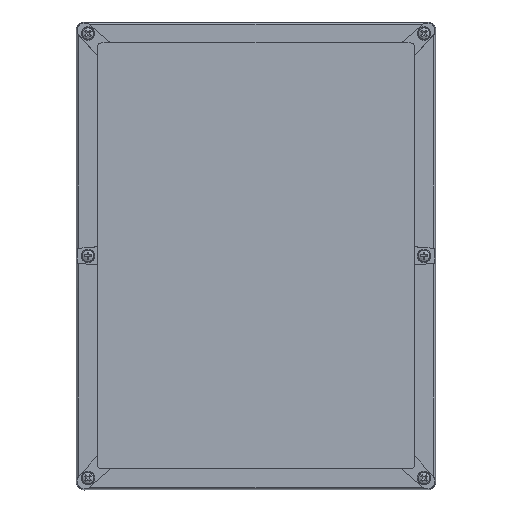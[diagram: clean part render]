
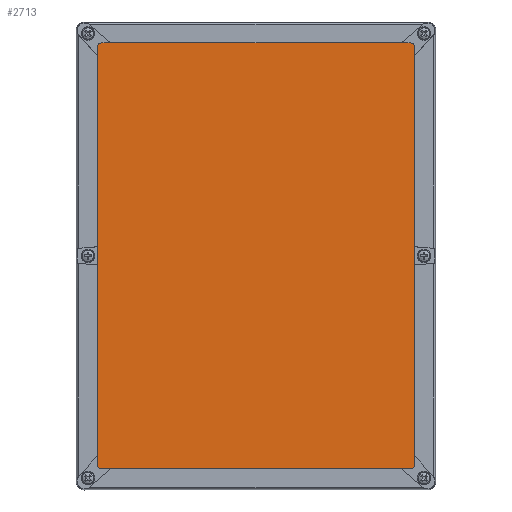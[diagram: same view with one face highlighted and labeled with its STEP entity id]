
A CAD part, top view. The second image highlights one B-rep face of the part: STEP entity #2713.
In plain terms, the highlighted planar face has unit normal (0, 0, 1).
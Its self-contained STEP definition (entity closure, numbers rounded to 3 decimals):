
#2713 = ADVANCED_FACE( '', ( #5612 ), #5613, .T. );
#5612 = FACE_OUTER_BOUND( '', #8570, .T. );
#5613 = PLANE( '', #8571 );
#8570 = EDGE_LOOP( '', ( #16332, #16333, #16334, #16335, #16336, #16337, #16338, #16339 ) );
#8571 = AXIS2_PLACEMENT_3D( '', #16340, #16341, #16342 );
#16332 = ORIENTED_EDGE( '', *, *, #18747, .T. );
#16333 = ORIENTED_EDGE( '', *, *, #20035, .T. );
#16334 = ORIENTED_EDGE( '', *, *, #17238, .T. );
#16335 = ORIENTED_EDGE( '', *, *, #19994, .T. );
#16336 = ORIENTED_EDGE( '', *, *, #17444, .T. );
#16337 = ORIENTED_EDGE( '', *, *, #19681, .T. );
#16338 = ORIENTED_EDGE( '', *, *, #17247, .T. );
#16339 = ORIENTED_EDGE( '', *, *, #19915, .T. );
#16340 = CARTESIAN_POINT( '', ( -99.5, -134.5, 28.7 ) );
#16341 = DIRECTION( '', ( 0., 0., 1. ) );
#16342 = DIRECTION( '', ( 1., 0., 0. ) );
#17238 = EDGE_CURVE( '', #20622, #20620, #20623, .T. );
#17247 = EDGE_CURVE( '', #20639, #20637, #20640, .T. );
#17444 = EDGE_CURVE( '', #20988, #20986, #20989, .T. );
#18747 = EDGE_CURVE( '', #23121, #23119, #23122, .T. );
#19681 = EDGE_CURVE( '', #20986, #20639, #24372, .T. );
#19915 = EDGE_CURVE( '', #20637, #23121, #24634, .T. );
#19994 = EDGE_CURVE( '', #20620, #20988, #24720, .T. );
#20035 = EDGE_CURVE( '', #23119, #20622, #24765, .T. );
#20620 = VERTEX_POINT( '', #25545 );
#20622 = VERTEX_POINT( '', #25548 );
#20623 = LINE( '', #25549, #25550 );
#20637 = VERTEX_POINT( '', #25570 );
#20639 = VERTEX_POINT( '', #25573 );
#20640 = LINE( '', #25574, #25575 );
#20986 = VERTEX_POINT( '', #26094 );
#20988 = VERTEX_POINT( '', #26097 );
#20989 = LINE( '', #26098, #26099 );
#23119 = VERTEX_POINT( '', #29232 );
#23121 = VERTEX_POINT( '', #29235 );
#23122 = LINE( '', #29236, #29237 );
#24372 = CIRCLE( '', #31175, 3. );
#24634 = CIRCLE( '', #31591, 3. );
#24720 = CIRCLE( '', #31718, 3. );
#24765 = CIRCLE( '', #31774, 3. );
#25545 = CARTESIAN_POINT( '', ( 99.5, -137.5, 28.7 ) );
#25548 = CARTESIAN_POINT( '', ( -99.5, -137.5, 28.7 ) );
#25549 = CARTESIAN_POINT( '', ( -99.5, -137.5, 28.7 ) );
#25550 = VECTOR( '', #32253, 1000. );
#25570 = CARTESIAN_POINT( '', ( -99.5, 137.5, 28.7 ) );
#25573 = CARTESIAN_POINT( '', ( 99.5, 137.5, 28.7 ) );
#25574 = CARTESIAN_POINT( '', ( 99.5, 137.5, 28.7 ) );
#25575 = VECTOR( '', #32261, 1000. );
#26094 = CARTESIAN_POINT( '', ( 102.5, 134.5, 28.7 ) );
#26097 = CARTESIAN_POINT( '', ( 102.5, -134.5, 28.7 ) );
#26098 = CARTESIAN_POINT( '', ( 102.5, -134.5, 28.7 ) );
#26099 = VECTOR( '', #32512, 1000. );
#29232 = CARTESIAN_POINT( '', ( -102.5, -134.5, 28.7 ) );
#29235 = CARTESIAN_POINT( '', ( -102.5, 134.5, 28.7 ) );
#29236 = CARTESIAN_POINT( '', ( -102.5, 134.5, 28.7 ) );
#29237 = VECTOR( '', #34234, 1000. );
#31175 = AXIS2_PLACEMENT_3D( '', #35236, #35237, #35238 );
#31591 = AXIS2_PLACEMENT_3D( '', #35404, #35405, #35406 );
#31718 = AXIS2_PLACEMENT_3D( '', #35454, #35455, #35456 );
#31774 = AXIS2_PLACEMENT_3D( '', #35489, #35490, #35491 );
#32253 = DIRECTION( '', ( 1., 0., 0. ) );
#32261 = DIRECTION( '', ( -1., 0., 0. ) );
#32512 = DIRECTION( '', ( 0., 1., 0. ) );
#34234 = DIRECTION( '', ( 0., -1., 0. ) );
#35236 = CARTESIAN_POINT( '', ( 99.5, 134.5, 28.7 ) );
#35237 = DIRECTION( '', ( 0., 0., 1. ) );
#35238 = DIRECTION( '', ( 1., 0., 0. ) );
#35404 = CARTESIAN_POINT( '', ( -99.5, 134.5, 28.7 ) );
#35405 = DIRECTION( '', ( 0., 0., 1. ) );
#35406 = DIRECTION( '', ( 1., 0., 0. ) );
#35454 = CARTESIAN_POINT( '', ( 99.5, -134.5, 28.7 ) );
#35455 = DIRECTION( '', ( 0., 0., 1. ) );
#35456 = DIRECTION( '', ( 1., 0., 0. ) );
#35489 = CARTESIAN_POINT( '', ( -99.5, -134.5, 28.7 ) );
#35490 = DIRECTION( '', ( 0., 0., 1. ) );
#35491 = DIRECTION( '', ( 1., 0., 0. ) );
